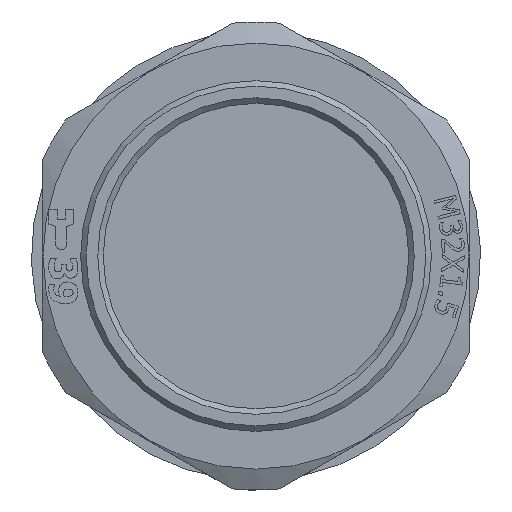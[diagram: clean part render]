
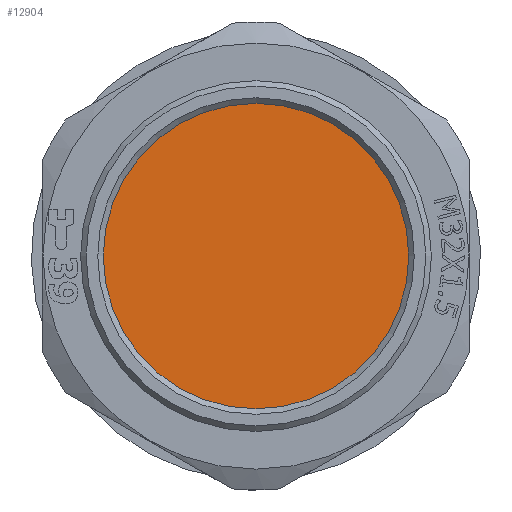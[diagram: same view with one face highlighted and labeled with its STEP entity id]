
A CAD part, front view. The second image highlights one B-rep face of the part: STEP entity #12904.
In plain terms, the highlighted planar face has unit normal (0, -1, 0).
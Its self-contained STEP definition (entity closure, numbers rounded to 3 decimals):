
#3221=FACE_OUTER_BOUND('',#3880,.T.);
#3880=EDGE_LOOP('',(#8475));
#4573=CIRCLE('',#13587,13.8);
#4894=VERTEX_POINT('',#16962);
#6373=EDGE_CURVE('',#4894,#4894,#4573,.T.);
#8475=ORIENTED_EDGE('',*,*,#6373,.F.);
#12679=PLANE('',#13586);
#12904=ADVANCED_FACE('',(#3221),#12679,.T.);
#13586=AXIS2_PLACEMENT_3D('',#16961,#14393,#14394);
#13587=AXIS2_PLACEMENT_3D('',#16963,#14395,#14396);
#14393=DIRECTION('center_axis',(0.,-1.,0.));
#14394=DIRECTION('ref_axis',(0.,0.,-1.));
#14395=DIRECTION('center_axis',(0.,1.,0.));
#14396=DIRECTION('ref_axis',(-1.,0.,0.));
#16961=CARTESIAN_POINT('Origin',(0.,0.49,0.));
#16962=CARTESIAN_POINT('',(13.8,0.49,0.));
#16963=CARTESIAN_POINT('Origin',(0.,0.49,0.));
